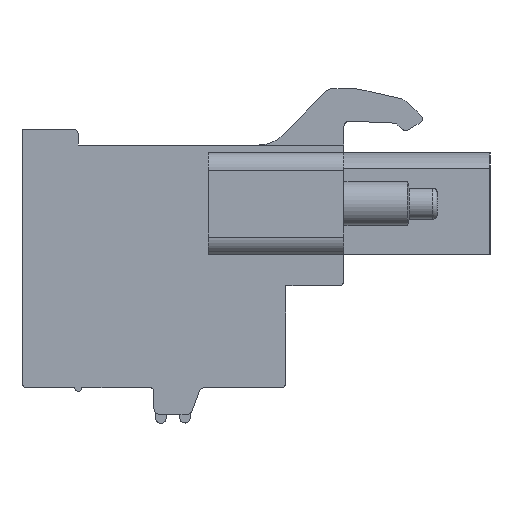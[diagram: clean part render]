
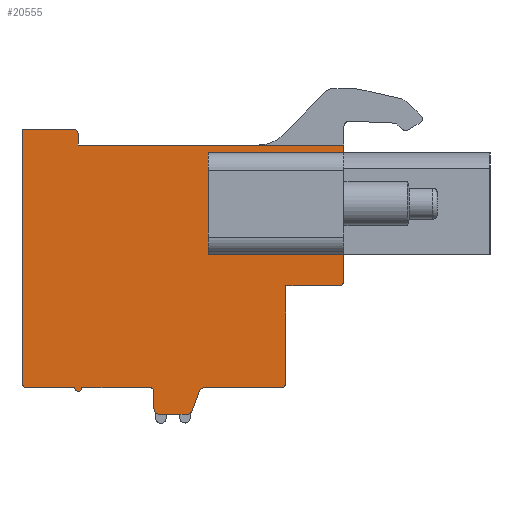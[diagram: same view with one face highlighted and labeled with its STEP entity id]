
A CAD part, left-side view. The second image highlights one B-rep face of the part: STEP entity #20555.
In plain terms, the highlighted planar face has unit normal (-1, 0, 0).
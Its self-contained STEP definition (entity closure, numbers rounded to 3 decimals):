
#3568=DIRECTION('',(0.,0.,1.));
#3569=VECTOR('',#3568,5.8);
#3570=CARTESIAN_POINT('',(-92.06,2.04,0.73));
#3571=LINE('',#3570,#3569);
#3620=DIRECTION('',(0.,0.,1.));
#3621=VECTOR('',#3620,5.8);
#3622=CARTESIAN_POINT('',(-92.06,-4.06,0.73));
#3623=LINE('',#3622,#3621);
#3624=DIRECTION('',(0.,1.,0.));
#3625=VECTOR('',#3624,6.1);
#3626=CARTESIAN_POINT('',(-92.06,-4.06,0.73));
#3627=LINE('',#3626,#3625);
#3628=DIRECTION('',(0.,1.,0.));
#3629=VECTOR('',#3628,6.1);
#3630=CARTESIAN_POINT('',(-92.06,-4.06,6.53));
#3631=LINE('',#3630,#3629);
#3632=CARTESIAN_POINT('',(-92.06,-5.36,-0.74));
#3633=DIRECTION('',(1.,0.,0.));
#3634=DIRECTION('',(0.,-1.,0.));
#3635=AXIS2_PLACEMENT_3D('',#3632,#3633,#3634);
#3637=DIRECTION('',(0.,-1.,0.));
#3638=VECTOR('',#3637,3.);
#3639=CARTESIAN_POINT('',(-92.06,-2.36,-1.04));
#3640=LINE('',#3639,#3638);
#3641=CARTESIAN_POINT('',(-92.06,-2.06,-6.54));
#3642=DIRECTION('',(1.,0.,0.));
#3643=DIRECTION('',(0.,-1.,0.));
#3644=AXIS2_PLACEMENT_3D('',#3641,#3642,#3643);
#3646=DIRECTION('',(0.,1.,0.));
#3647=VECTOR('',#3646,4.34);
#3648=CARTESIAN_POINT('',(-92.06,-2.06,-6.84));
#3649=LINE('',#3648,#3647);
#3650=CARTESIAN_POINT('',(-92.06,2.28,-7.14));
#3651=DIRECTION('',(-1.,0.,0.));
#3652=DIRECTION('',(0.,0.,1.));
#3653=AXIS2_PLACEMENT_3D('',#3650,#3651,#3652);
#3655=DIRECTION('',(0.,0.345,-0.939));
#3656=VECTOR('',#3655,1.179);
#3657=CARTESIAN_POINT('',(-92.06,2.562,-7.037));
#3658=LINE('',#3657,#3656);
#3659=CARTESIAN_POINT('',(-92.06,3.25,-8.04));
#3660=DIRECTION('',(1.,0.,0.));
#3661=DIRECTION('',(0.,-0.939,-0.345));
#3662=AXIS2_PLACEMENT_3D('',#3659,#3660,#3661);
#3664=DIRECTION('',(0.,1.,0.));
#3665=VECTOR('',#3664,1.59);
#3666=CARTESIAN_POINT('',(-92.06,3.25,-8.34));
#3667=LINE('',#3666,#3665);
#3668=CARTESIAN_POINT('',(-92.06,4.84,-8.04));
#3669=DIRECTION('',(1.,0.,0.));
#3670=DIRECTION('',(0.,0.,-1.));
#3671=AXIS2_PLACEMENT_3D('',#3668,#3669,#3670);
#3673=DIRECTION('',(0.,0.,1.));
#3674=VECTOR('',#3673,1.);
#3675=CARTESIAN_POINT('',(-92.06,5.14,-8.04));
#3676=LINE('',#3675,#3674);
#3677=CARTESIAN_POINT('',(-92.06,5.34,-7.04));
#3678=DIRECTION('',(-1.,0.,0.));
#3679=DIRECTION('',(0.,-1.,0.));
#3680=AXIS2_PLACEMENT_3D('',#3677,#3678,#3679);
#3682=DIRECTION('',(0.,1.,0.));
#3683=VECTOR('',#3682,3.9);
#3684=CARTESIAN_POINT('',(-92.06,5.34,-6.84));
#3685=LINE('',#3684,#3683);
#3686=CARTESIAN_POINT('',(-92.06,9.44,-6.84));
#3687=DIRECTION('',(1.,0.,0.));
#3688=DIRECTION('',(0.,-1.,0.));
#3689=AXIS2_PLACEMENT_3D('',#3686,#3687,#3688);
#3691=DIRECTION('',(0.,1.,0.));
#3692=VECTOR('',#3691,2.7);
#3693=CARTESIAN_POINT('',(-92.06,9.64,-6.84));
#3694=LINE('',#3693,#3692);
#3695=CARTESIAN_POINT('',(-92.06,12.34,-6.54));
#3696=DIRECTION('',(1.,0.,0.));
#3697=DIRECTION('',(0.,0.,-1.));
#3698=AXIS2_PLACEMENT_3D('',#3695,#3696,#3697);
#3700=DIRECTION('',(0.,0.,1.));
#3701=VECTOR('',#3700,14.4);
#3702=CARTESIAN_POINT('',(-92.06,12.64,-6.54));
#3703=LINE('',#3702,#3701);
#3704=DIRECTION('',(0.,-1.,0.));
#3705=VECTOR('',#3704,2.9);
#3706=CARTESIAN_POINT('',(-92.06,12.64,7.86));
#3707=LINE('',#3706,#3705);
#3708=CARTESIAN_POINT('',(-92.06,9.74,7.56));
#3709=DIRECTION('',(1.,0.,0.));
#3710=DIRECTION('',(0.,0.,1.));
#3711=AXIS2_PLACEMENT_3D('',#3708,#3709,#3710);
#3713=DIRECTION('',(0.,0.,-1.));
#3714=VECTOR('',#3713,0.6);
#3715=CARTESIAN_POINT('',(-92.06,9.44,7.56));
#3716=LINE('',#3715,#3714);
#3717=DIRECTION('',(0.,-1.,0.));
#3718=VECTOR('',#3717,15.1);
#3719=CARTESIAN_POINT('',(-92.06,9.44,6.96));
#3720=LINE('',#3719,#3718);
#3721=DIRECTION('',(0.,0.,-1.));
#3722=VECTOR('',#3721,7.7);
#3723=CARTESIAN_POINT('',(-92.06,-5.66,6.96));
#3724=LINE('',#3723,#3722);
#3737=DIRECTION('',(0.,0.,1.));
#3738=VECTOR('',#3737,5.5);
#3739=CARTESIAN_POINT('',(-92.06,-2.36,-6.54));
#3740=LINE('',#3739,#3738);
#11741=CARTESIAN_POINT('',(-92.06,9.44,6.96));
#11742=CARTESIAN_POINT('',(-92.06,-5.66,6.96));
#11743=VERTEX_POINT('',#11741);
#11744=VERTEX_POINT('',#11742);
#11745=CARTESIAN_POINT('',(-92.06,-2.36,-6.54));
#11746=CARTESIAN_POINT('',(-92.06,-2.06,-6.84));
#11747=VERTEX_POINT('',#11745);
#11748=VERTEX_POINT('',#11746);
#11749=CARTESIAN_POINT('',(-92.06,2.28,-6.84));
#11750=VERTEX_POINT('',#11749);
#11751=CARTESIAN_POINT('',(-92.06,2.562,-7.037));
#11752=VERTEX_POINT('',#11751);
#11753=CARTESIAN_POINT('',(-92.06,2.968,-8.143));
#11754=VERTEX_POINT('',#11753);
#11755=CARTESIAN_POINT('',(-92.06,3.25,-8.34));
#11756=VERTEX_POINT('',#11755);
#11757=CARTESIAN_POINT('',(-92.06,4.84,-8.34));
#11758=VERTEX_POINT('',#11757);
#11759=CARTESIAN_POINT('',(-92.06,5.14,-8.04));
#11760=VERTEX_POINT('',#11759);
#11761=CARTESIAN_POINT('',(-92.06,5.14,-7.04));
#11762=VERTEX_POINT('',#11761);
#11763=CARTESIAN_POINT('',(-92.06,5.34,-6.84));
#11764=VERTEX_POINT('',#11763);
#11765=CARTESIAN_POINT('',(-92.06,9.24,-6.84));
#11766=VERTEX_POINT('',#11765);
#11767=CARTESIAN_POINT('',(-92.06,9.64,-6.84));
#11768=VERTEX_POINT('',#11767);
#11769=CARTESIAN_POINT('',(-92.06,12.34,-6.84));
#11770=VERTEX_POINT('',#11769);
#11771=CARTESIAN_POINT('',(-92.06,12.64,-6.54));
#11772=VERTEX_POINT('',#11771);
#11773=CARTESIAN_POINT('',(-92.06,12.64,7.86));
#11774=VERTEX_POINT('',#11773);
#11775=CARTESIAN_POINT('',(-92.06,9.74,7.86));
#11776=VERTEX_POINT('',#11775);
#11777=CARTESIAN_POINT('',(-92.06,9.44,7.56));
#11778=VERTEX_POINT('',#11777);
#15071=CARTESIAN_POINT('',(-92.06,2.04,0.73));
#15072=CARTESIAN_POINT('',(-92.06,2.04,6.53));
#15073=VERTEX_POINT('',#15071);
#15074=VERTEX_POINT('',#15072);
#15107=CARTESIAN_POINT('',(-92.06,-4.06,0.73));
#15108=CARTESIAN_POINT('',(-92.06,-4.06,6.53));
#15109=VERTEX_POINT('',#15107);
#15110=VERTEX_POINT('',#15108);
#15353=CARTESIAN_POINT('',(-92.06,-5.66,-0.74));
#15354=VERTEX_POINT('',#15353);
#15355=CARTESIAN_POINT('',(-92.06,-2.36,-1.04));
#15356=VERTEX_POINT('',#15355);
#15357=CARTESIAN_POINT('',(-92.06,-5.36,-1.04));
#15358=VERTEX_POINT('',#15357);
#20499=CARTESIAN_POINT('',(-92.06,0.,0.));
#20500=DIRECTION('',(1.,0.,0.));
#20501=DIRECTION('',(0.,-1.,0.));
#20502=AXIS2_PLACEMENT_3D('',#20499,#20500,#20501);
#20503=PLANE('',#20502);
#20505=ORIENTED_EDGE('',*,*,#20504,.T.);
#20507=ORIENTED_EDGE('',*,*,#20506,.F.);
#20509=ORIENTED_EDGE('',*,*,#20508,.F.);
#20511=ORIENTED_EDGE('',*,*,#20510,.T.);
#20513=ORIENTED_EDGE('',*,*,#20512,.T.);
#20515=ORIENTED_EDGE('',*,*,#20514,.T.);
#20517=ORIENTED_EDGE('',*,*,#20516,.T.);
#20519=ORIENTED_EDGE('',*,*,#20518,.T.);
#20521=ORIENTED_EDGE('',*,*,#20520,.T.);
#20523=ORIENTED_EDGE('',*,*,#20522,.T.);
#20525=ORIENTED_EDGE('',*,*,#20524,.T.);
#20527=ORIENTED_EDGE('',*,*,#20526,.T.);
#20529=ORIENTED_EDGE('',*,*,#20528,.T.);
#20531=ORIENTED_EDGE('',*,*,#20530,.T.);
#20533=ORIENTED_EDGE('',*,*,#20532,.T.);
#20535=ORIENTED_EDGE('',*,*,#20534,.T.);
#20537=ORIENTED_EDGE('',*,*,#20536,.T.);
#20539=ORIENTED_EDGE('',*,*,#20538,.T.);
#20541=ORIENTED_EDGE('',*,*,#20540,.T.);
#20543=ORIENTED_EDGE('',*,*,#20542,.T.);
#20545=ORIENTED_EDGE('',*,*,#20544,.T.);
#20546=ORIENTED_EDGE('',*,*,#15552,.T.);
#20547=EDGE_LOOP('',(#20505,#20507,#20509,#20511,#20513,#20515,#20517,#20519,
#20521,#20523,#20525,#20527,#20529,#20531,#20533,#20535,#20537,#20539,#20541,
#20543,#20545,#20546));
#20548=FACE_OUTER_BOUND('',#20547,.F.);
#20549=ORIENTED_EDGE('',*,*,#20465,.F.);
#20550=ORIENTED_EDGE('',*,*,#20491,.T.);
#20551=ORIENTED_EDGE('',*,*,#20394,.T.);
#20552=ORIENTED_EDGE('',*,*,#20426,.F.);
#20553=EDGE_LOOP('',(#20549,#20550,#20551,#20552));
#20554=FACE_BOUND('',#20553,.F.);
#20555=ADVANCED_FACE('',(#20548,#20554),#20503,.F.);
#3636=CIRCLE('',#3635,0.3);
#3645=CIRCLE('',#3644,0.3);
#3654=CIRCLE('',#3653,0.3);
#3663=CIRCLE('',#3662,0.3);
#3672=CIRCLE('',#3671,0.3);
#3681=CIRCLE('',#3680,0.2);
#3690=CIRCLE('',#3689,0.2);
#3699=CIRCLE('',#3698,0.3);
#3712=CIRCLE('',#3711,0.3);
#15552=EDGE_CURVE('',#11744,#15354,#3724,.T.);
#20394=EDGE_CURVE('',#15110,#15074,#3631,.T.);
#20426=EDGE_CURVE('',#15073,#15074,#3571,.T.);
#20465=EDGE_CURVE('',#15109,#15073,#3627,.T.);
#20491=EDGE_CURVE('',#15109,#15110,#3623,.T.);
#20504=EDGE_CURVE('',#15354,#15358,#3636,.T.);
#20506=EDGE_CURVE('',#15356,#15358,#3640,.T.);
#20508=EDGE_CURVE('',#11747,#15356,#3740,.T.);
#20510=EDGE_CURVE('',#11747,#11748,#3645,.T.);
#20512=EDGE_CURVE('',#11748,#11750,#3649,.T.);
#20514=EDGE_CURVE('',#11750,#11752,#3654,.T.);
#20516=EDGE_CURVE('',#11752,#11754,#3658,.T.);
#20518=EDGE_CURVE('',#11754,#11756,#3663,.T.);
#20520=EDGE_CURVE('',#11756,#11758,#3667,.T.);
#20522=EDGE_CURVE('',#11758,#11760,#3672,.T.);
#20524=EDGE_CURVE('',#11760,#11762,#3676,.T.);
#20526=EDGE_CURVE('',#11762,#11764,#3681,.T.);
#20528=EDGE_CURVE('',#11764,#11766,#3685,.T.);
#20530=EDGE_CURVE('',#11766,#11768,#3690,.T.);
#20532=EDGE_CURVE('',#11768,#11770,#3694,.T.);
#20534=EDGE_CURVE('',#11770,#11772,#3699,.T.);
#20536=EDGE_CURVE('',#11772,#11774,#3703,.T.);
#20538=EDGE_CURVE('',#11774,#11776,#3707,.T.);
#20540=EDGE_CURVE('',#11776,#11778,#3712,.T.);
#20542=EDGE_CURVE('',#11778,#11743,#3716,.T.);
#20544=EDGE_CURVE('',#11743,#11744,#3720,.T.);
